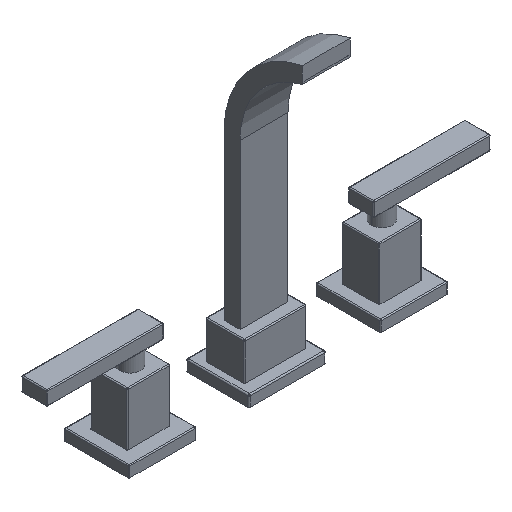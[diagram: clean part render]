
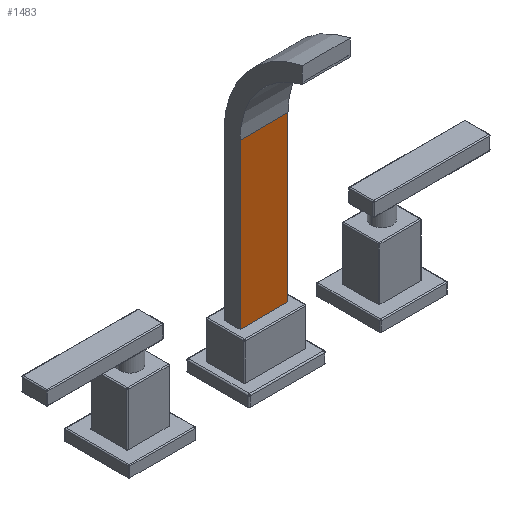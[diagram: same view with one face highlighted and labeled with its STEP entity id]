
A CAD part, isometric view. The second image highlights one B-rep face of the part: STEP entity #1483.
In plain terms, the highlighted planar face has unit normal (0, -1, 0).
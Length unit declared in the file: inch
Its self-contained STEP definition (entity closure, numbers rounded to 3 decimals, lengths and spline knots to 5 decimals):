
#661=DIRECTION('',(1.,0.,0.));
#662=VECTOR('',#661,1.5);
#663=CARTESIAN_POINT('',(-0.75,-0.25,1.53));
#664=LINE('',#663,#662);
#730=DIRECTION('',(0.,0.,1.));
#731=VECTOR('',#730,5.12615);
#732=CARTESIAN_POINT('',(0.75,-0.25,1.53));
#733=LINE('',#732,#731);
#752=DIRECTION('',(0.,0.,1.));
#753=VECTOR('',#752,5.12615);
#754=CARTESIAN_POINT('',(-0.75,-0.25,1.53));
#755=LINE('',#754,#753);
#818=DIRECTION('',(1.,0.,0.));
#819=VECTOR('',#818,1.5);
#820=CARTESIAN_POINT('',(-0.75,-0.25,6.65615));
#821=LINE('',#820,#819);
#909=CARTESIAN_POINT('',(-0.75,-0.25,6.65615));
#910=CARTESIAN_POINT('',(0.75,-0.25,6.65615));
#911=VERTEX_POINT('',#909);
#912=VERTEX_POINT('',#910);
#925=CARTESIAN_POINT('',(-0.75,-0.25,1.53));
#926=VERTEX_POINT('',#925);
#927=CARTESIAN_POINT('',(0.75,-0.25,1.53));
#928=VERTEX_POINT('',#927);
#1470=CARTESIAN_POINT('',(-0.75,-0.25,1.205));
#1471=DIRECTION('',(0.,-1.,0.));
#1472=DIRECTION('',(1.,0.,0.));
#1473=AXIS2_PLACEMENT_3D('',#1470,#1471,#1472);
#1474=PLANE('',#1473);
#1475=ORIENTED_EDGE('',*,*,#1356,.F.);
#1477=ORIENTED_EDGE('',*,*,#1476,.T.);
#1479=ORIENTED_EDGE('',*,*,#1478,.T.);
#1480=ORIENTED_EDGE('',*,*,#1458,.F.);
#1481=EDGE_LOOP('',(#1475,#1477,#1479,#1480));
#1482=FACE_OUTER_BOUND('',#1481,.F.);
#1356=EDGE_CURVE('',#926,#928,#664,.T.);
#1458=EDGE_CURVE('',#928,#912,#733,.T.);
#1476=EDGE_CURVE('',#926,#911,#755,.T.);
#1478=EDGE_CURVE('',#911,#912,#821,.T.);
#1483=ADVANCED_FACE('',(#1482),#1474,.T.);
